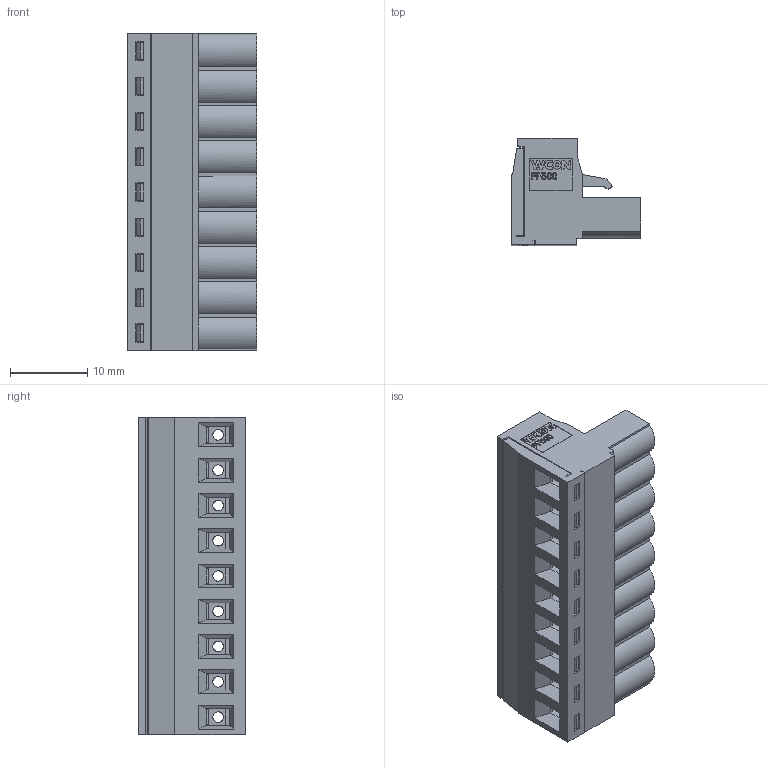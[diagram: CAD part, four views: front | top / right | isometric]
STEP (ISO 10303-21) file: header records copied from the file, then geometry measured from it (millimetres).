
FILE_DESCRIPTION( ('This file contains a STEP AP42 implementation' ,'as created by ZW3D STEP Interface translator.') ,'2;1' );
FILE_NAME( 'PF500-C09ASMN1.stp' ,'231127.154516', (''), ('ZWCAD Software Co.'), 'Version 1.0', 'ZW3D to STEP translator', '' );
FILE_SCHEMA(('AUTOMOTIVE_DESIGN { 1 0 10303 214 1 1 1 1 }'));
Length unit declared in the file: millimetre
Products named in the file (2): 0; PF500-C09ASMN1
Bounding box: 16.85 x 13.83 x 41.28 mm (x, y, z)
Volume: 4061.1 mm3; surface area: 9857.3 mm2
Topology: 19 solids, 19 shells, 1487 faces, 3862 edges, 2481 vertices
Faces by surface type: plane 1010, bspline 346, cone 93, cylinder 38
Full cylindrical faces by diameter (mm): 0.514 x1, 1.099 x1
Entity records: 73173 total; most frequent: CARTESIAN_POINT 43669, ORIENTED_EDGE 7724, EDGE_CURVE 3862, B_SPLINE_CURVE_WITH_KNOTS 3559, DIRECTION 2599, VERTEX_POINT 2481, EDGE_LOOP 1663, FACE_OUTER_BOUND 1487
